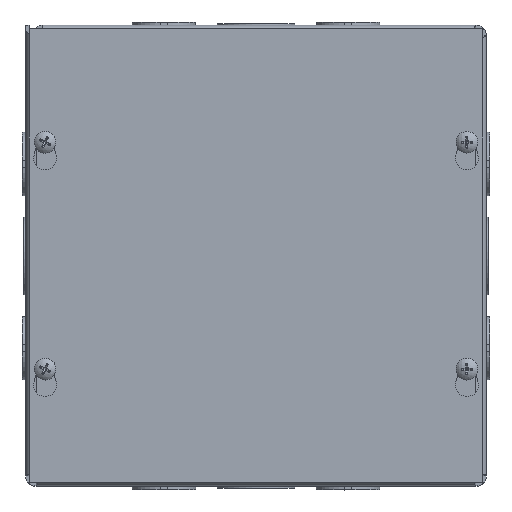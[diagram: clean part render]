
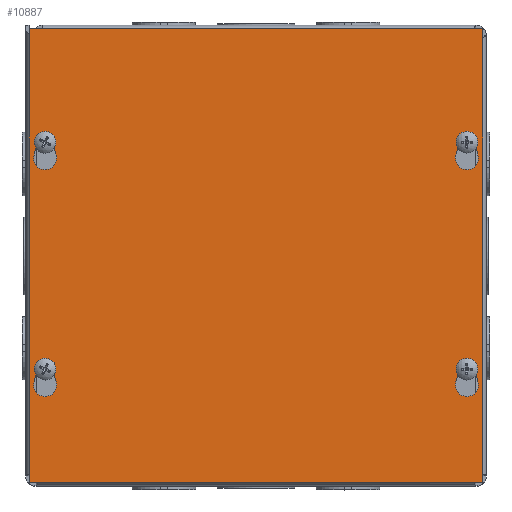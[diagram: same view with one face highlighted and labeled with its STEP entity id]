
A CAD part, top view. The second image highlights one B-rep face of the part: STEP entity #10887.
In plain terms, the highlighted planar face has unit normal (0, 0, 1).
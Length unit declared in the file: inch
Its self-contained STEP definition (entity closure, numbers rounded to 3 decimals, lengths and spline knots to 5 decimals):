
#1175=LINE($,#18489,#2170);
#1179=LINE($,#18499,#2174);
#1182=LINE($,#18507,#2177);
#1186=LINE($,#18519,#2181);
#1191=LINE($,#18537,#2186);
#1195=LINE($,#18547,#2190);
#1198=LINE($,#18555,#2193);
#1202=LINE($,#18567,#2197);
#1204=LINE($,#18575,#2199);
#1208=LINE($,#18583,#2203);
#1211=LINE($,#18589,#2206);
#1214=LINE($,#18594,#2209);
#2170=VECTOR($,#14168,0.26996);
#2174=VECTOR($,#14180,0.26996);
#2177=VECTOR($,#14185,0.26996);
#2181=VECTOR($,#14197,0.26996);
#2186=VECTOR($,#14216,0.26996);
#2190=VECTOR($,#14228,0.26996);
#2193=VECTOR($,#14233,0.26996);
#2197=VECTOR($,#14245,0.26996);
#2199=VECTOR($,#14255,8.);
#2203=VECTOR($,#14261,8.);
#2206=VECTOR($,#14266,8.);
#2209=VECTOR($,#14271,8.);
#2581=PLANE($,#11693);
#2914=FACE_BOUND($,#4204,.T.);
#2915=FACE_BOUND($,#4205,.T.);
#2916=FACE_BOUND($,#4206,.T.);
#2917=FACE_BOUND($,#4207,.T.);
#2918=FACE_BOUND($,#4208,.T.);
#4204=EDGE_LOOP($,(#9513,#9514,#9515,#9516));
#4205=EDGE_LOOP($,(#9517,#9518,#9519,#9520));
#4206=EDGE_LOOP($,(#9521,#9522,#9523,#9524));
#4207=EDGE_LOOP($,(#9525,#9526,#9527,#9528));
#4208=EDGE_LOOP($,(#9529,#9530,#9531,#9532));
#4459=CIRCLE($,#11659,0.203);
#4461=CIRCLE($,#11663,0.125);
#4463=CIRCLE($,#11668,0.125);
#4465=CIRCLE($,#11672,0.203);
#4467=CIRCLE($,#11675,0.203);
#4469=CIRCLE($,#11679,0.125);
#4471=CIRCLE($,#11684,0.125);
#4473=CIRCLE($,#11688,0.203);
#5298=VERTEX_POINT($,#18480);
#5299=VERTEX_POINT($,#18482);
#5301=VERTEX_POINT($,#18488);
#5303=VERTEX_POINT($,#18494);
#5306=VERTEX_POINT($,#18504);
#5307=VERTEX_POINT($,#18506);
#5309=VERTEX_POINT($,#18512);
#5311=VERTEX_POINT($,#18518);
#5314=VERTEX_POINT($,#18528);
#5315=VERTEX_POINT($,#18530);
#5317=VERTEX_POINT($,#18536);
#5319=VERTEX_POINT($,#18542);
#5322=VERTEX_POINT($,#18552);
#5323=VERTEX_POINT($,#18554);
#5325=VERTEX_POINT($,#18560);
#5327=VERTEX_POINT($,#18566);
#5328=VERTEX_POINT($,#18573);
#5329=VERTEX_POINT($,#18574);
#5332=VERTEX_POINT($,#18582);
#5334=VERTEX_POINT($,#18588);
#6628=EDGE_CURVE($,#5299,#5298,#4459,.T.);
#6631=EDGE_CURVE($,#5301,#5299,#1175,.T.);
#6634=EDGE_CURVE($,#5303,#5301,#4461,.T.);
#6637=EDGE_CURVE($,#5298,#5303,#1179,.T.);
#6640=EDGE_CURVE($,#5307,#5306,#1182,.T.);
#6643=EDGE_CURVE($,#5309,#5307,#4463,.T.);
#6646=EDGE_CURVE($,#5311,#5309,#1186,.T.);
#6649=EDGE_CURVE($,#5306,#5311,#4465,.T.);
#6652=EDGE_CURVE($,#5315,#5314,#4467,.T.);
#6655=EDGE_CURVE($,#5317,#5315,#1191,.T.);
#6658=EDGE_CURVE($,#5319,#5317,#4469,.T.);
#6661=EDGE_CURVE($,#5314,#5319,#1195,.T.);
#6664=EDGE_CURVE($,#5323,#5322,#1198,.T.);
#6667=EDGE_CURVE($,#5325,#5323,#4471,.T.);
#6670=EDGE_CURVE($,#5327,#5325,#1202,.T.);
#6673=EDGE_CURVE($,#5322,#5327,#4473,.T.);
#6674=EDGE_CURVE($,#5328,#5329,#1204,.T.);
#6678=EDGE_CURVE($,#5329,#5332,#1208,.T.);
#6681=EDGE_CURVE($,#5332,#5334,#1211,.T.);
#6684=EDGE_CURVE($,#5334,#5328,#1214,.T.);
#9513=ORIENTED_EDGE($,*,*,#6628,.T.);
#9514=ORIENTED_EDGE($,*,*,#6637,.T.);
#9515=ORIENTED_EDGE($,*,*,#6634,.T.);
#9516=ORIENTED_EDGE($,*,*,#6631,.T.);
#9517=ORIENTED_EDGE($,*,*,#6640,.T.);
#9518=ORIENTED_EDGE($,*,*,#6649,.T.);
#9519=ORIENTED_EDGE($,*,*,#6646,.T.);
#9520=ORIENTED_EDGE($,*,*,#6643,.T.);
#9521=ORIENTED_EDGE($,*,*,#6652,.T.);
#9522=ORIENTED_EDGE($,*,*,#6661,.T.);
#9523=ORIENTED_EDGE($,*,*,#6658,.T.);
#9524=ORIENTED_EDGE($,*,*,#6655,.T.);
#9525=ORIENTED_EDGE($,*,*,#6664,.T.);
#9526=ORIENTED_EDGE($,*,*,#6673,.T.);
#9527=ORIENTED_EDGE($,*,*,#6670,.T.);
#9528=ORIENTED_EDGE($,*,*,#6667,.T.);
#9529=ORIENTED_EDGE($,*,*,#6674,.F.);
#9530=ORIENTED_EDGE($,*,*,#6684,.F.);
#9531=ORIENTED_EDGE($,*,*,#6681,.F.);
#9532=ORIENTED_EDGE($,*,*,#6678,.F.);
#10887=ADVANCED_FACE($,(#2914,#2915,#2916,#2917,#2918),#2581,.T.);
#11659=AXIS2_PLACEMENT_3D($,#18483,#14162,#14163);
#11663=AXIS2_PLACEMENT_3D($,#18495,#14174,#14175);
#11668=AXIS2_PLACEMENT_3D($,#18513,#14191,#14192);
#11672=AXIS2_PLACEMENT_3D($,#18523,#14203,#14204);
#11675=AXIS2_PLACEMENT_3D($,#18531,#14210,#14211);
#11679=AXIS2_PLACEMENT_3D($,#18543,#14222,#14223);
#11684=AXIS2_PLACEMENT_3D($,#18561,#14239,#14240);
#11688=AXIS2_PLACEMENT_3D($,#18571,#14251,#14252);
#11693=AXIS2_PLACEMENT_3D($,#18596,#14273,#14274);
#14162=DIRECTION('center_axis',(0.,0.,-1.));
#14163=DIRECTION('ref_axis',(-0.961,0.278,0.));
#14168=DIRECTION($,(0.278,-0.961,0.));
#14174=DIRECTION('center_axis',(0.,0.,-1.));
#14175=DIRECTION('ref_axis',(0.961,0.278,0.));
#14180=DIRECTION($,(0.278,0.961,0.));
#14185=DIRECTION($,(0.278,-0.961,0.));
#14191=DIRECTION('center_axis',(0.,0.,-1.));
#14192=DIRECTION('ref_axis',(0.961,0.278,0.));
#14197=DIRECTION($,(0.278,0.961,0.));
#14203=DIRECTION('center_axis',(0.,0.,-1.));
#14204=DIRECTION('ref_axis',(-0.961,0.278,0.));
#14210=DIRECTION('center_axis',(0.,0.,-1.));
#14211=DIRECTION('ref_axis',(-0.961,0.278,0.));
#14216=DIRECTION($,(0.278,-0.961,0.));
#14222=DIRECTION('center_axis',(0.,0.,-1.));
#14223=DIRECTION('ref_axis',(0.961,0.278,0.));
#14228=DIRECTION($,(0.278,0.961,0.));
#14233=DIRECTION($,(0.278,-0.961,0.));
#14239=DIRECTION('center_axis',(0.,0.,-1.));
#14240=DIRECTION('ref_axis',(0.961,0.278,0.));
#14245=DIRECTION($,(0.278,0.961,0.));
#14251=DIRECTION('center_axis',(0.,0.,-1.));
#14252=DIRECTION('ref_axis',(-0.961,0.278,0.));
#14255=DIRECTION($,(0.,-1.,0.));
#14261=DIRECTION($,(-1.,0.,0.));
#14266=DIRECTION($,(0.,1.,0.));
#14271=DIRECTION($,(1.,0.,0.));
#14273=DIRECTION('center_axis',(0.,0.,1.));
#14274=DIRECTION('ref_axis',(1.,0.,0.));
#18480=CARTESIAN_POINT('',(3.52373,-2.22465,0.062));
#18482=CARTESIAN_POINT('',(3.91377,-2.22465,0.062));
#18483=CARTESIAN_POINT('Origin',(3.71875,-2.281,0.062));
#18488=CARTESIAN_POINT('',(3.83884,-1.9653,0.062));
#18489=CARTESIAN_POINT($,(3.46637,-0.67618,0.062));
#18494=CARTESIAN_POINT('',(3.59866,-1.9653,0.062));
#18495=CARTESIAN_POINT('Origin',(3.71875,-2.,0.062));
#18499=CARTESIAN_POINT($,(3.72207,-1.5382,0.062));
#18504=CARTESIAN_POINT('',(-3.52373,-2.22465,0.062));
#18506=CARTESIAN_POINT('',(-3.59866,-1.9653,0.062));
#18507=CARTESIAN_POINT($,(-3.6846,-1.66787,0.062));
#18512=CARTESIAN_POINT('',(-3.83884,-1.9653,0.062));
#18513=CARTESIAN_POINT('Origin',(-3.71875,-2.,0.062));
#18518=CARTESIAN_POINT('',(-3.91377,-2.22465,0.062));
#18519=CARTESIAN_POINT($,(-3.4289,-0.54651,0.062));
#18523=CARTESIAN_POINT('Origin',(-3.71875,-2.281,0.062));
#18528=CARTESIAN_POINT('',(3.52373,1.77535,0.062));
#18530=CARTESIAN_POINT('',(3.91377,1.77535,0.062));
#18531=CARTESIAN_POINT('Origin',(3.71875,1.719,0.062));
#18536=CARTESIAN_POINT('',(3.83884,2.0347,0.062));
#18537=CARTESIAN_POINT($,(3.99971,1.47792,0.062));
#18542=CARTESIAN_POINT('',(3.59866,2.0347,0.062));
#18543=CARTESIAN_POINT('Origin',(3.71875,2.,0.062));
#18547=CARTESIAN_POINT($,(3.18872,0.61591,0.062));
#18552=CARTESIAN_POINT('',(-3.52373,1.77535,0.062));
#18554=CARTESIAN_POINT('',(-3.59866,2.0347,0.062));
#18555=CARTESIAN_POINT($,(-3.15126,0.48623,0.062));
#18560=CARTESIAN_POINT('',(-3.83884,2.0347,0.062));
#18561=CARTESIAN_POINT('Origin',(-3.71875,2.,0.062));
#18566=CARTESIAN_POINT('',(-3.91377,1.77535,0.062));
#18567=CARTESIAN_POINT($,(-3.96224,1.60759,0.062));
#18571=CARTESIAN_POINT('Origin',(-3.71875,1.719,0.062));
#18573=CARTESIAN_POINT('',(4.,4.,0.062));
#18574=CARTESIAN_POINT('',(4.,-4.,0.062));
#18575=CARTESIAN_POINT($,(4.,4.,0.062));
#18582=CARTESIAN_POINT('',(-4.,-4.,0.062));
#18583=CARTESIAN_POINT($,(4.,-4.,0.062));
#18588=CARTESIAN_POINT('',(-4.,4.,0.062));
#18589=CARTESIAN_POINT($,(-4.,-4.,0.062));
#18594=CARTESIAN_POINT($,(-4.,4.,0.062));
#18596=CARTESIAN_POINT('Origin',(0.,0.,
0.062));
